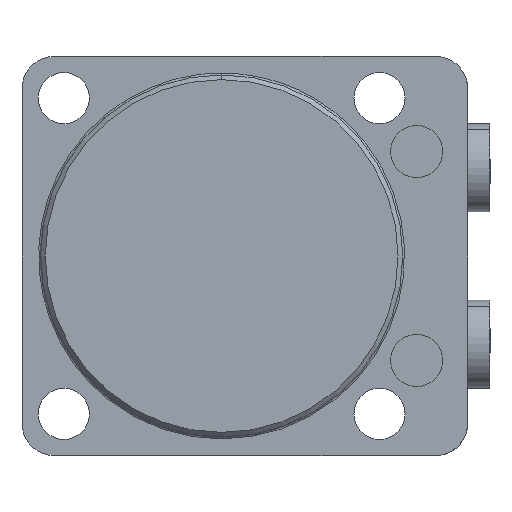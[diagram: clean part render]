
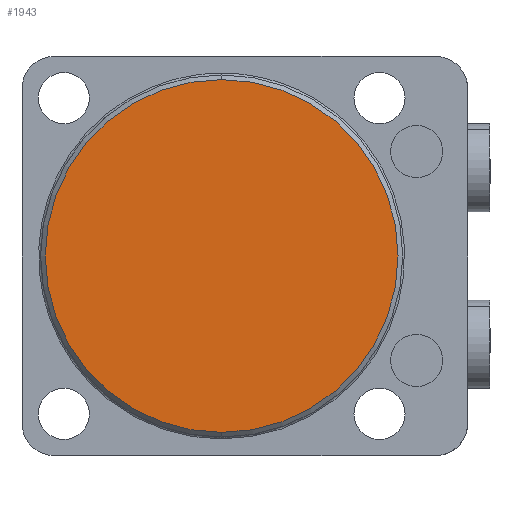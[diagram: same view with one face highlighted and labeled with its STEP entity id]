
A CAD part, front view. The second image highlights one B-rep face of the part: STEP entity #1943.
In plain terms, the highlighted planar face has unit normal (0, -1, 0).
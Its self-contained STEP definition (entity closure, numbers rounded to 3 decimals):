
#51 = EDGE_CURVE ( 'NONE', #3577, #3187, #1061, .T. ) ;
#669 = AXIS2_PLACEMENT_3D ( 'NONE', #1817, #1818, #1819 ) ;
#834 = FACE_OUTER_BOUND ( 'NONE', #2881, .T. ) ;
#1061 = CIRCLE ( 'NONE', #669, 38. ) ;
#1241 = DIRECTION ( 'NONE',  ( 0., 0., 1. ) ) ;
#1242 = DIRECTION ( 'NONE',  ( 0., 1., 0. ) ) ;
#1244 = CARTESIAN_POINT ( 'NONE',  ( 0., -79., 0. ) ) ;
#1559 = DIRECTION ( 'NONE',  ( 0., 0., -1. ) ) ;
#1561 = DIRECTION ( 'NONE',  ( 0., -1., 0. ) ) ;
#1566 = PLANE ( 'NONE',  #2643 ) ;
#1568 = CARTESIAN_POINT ( 'NONE',  ( 0., -79., 0. ) ) ;
#1817 = CARTESIAN_POINT ( 'NONE',  ( 0., -79., 0. ) ) ;
#1818 = DIRECTION ( 'NONE',  ( 0., 1., 0. ) ) ;
#1819 = DIRECTION ( 'NONE',  ( 0., 0., 1. ) ) ;
#1943 = ADVANCED_FACE ( 'NONE', ( #834 ), #1566, .T. ) ;
#2261 = CIRCLE ( 'NONE', #2731, 38. ) ;
#2643 = AXIS2_PLACEMENT_3D ( 'NONE', #1568, #1561, #1559 ) ;
#2731 = AXIS2_PLACEMENT_3D ( 'NONE', #1244, #1242, #1241 ) ;
#2881 = EDGE_LOOP ( 'NONE', ( #3495, #3494 ) ) ;
#3187 = VERTEX_POINT ( 'NONE', #4122 ) ;
#3494 = ORIENTED_EDGE ( 'NONE', *, *, #51, .F. ) ;
#3495 = ORIENTED_EDGE ( 'NONE', *, *, #4182, .F. ) ;
#3577 = VERTEX_POINT ( 'NONE', #4058 ) ;
#4058 = CARTESIAN_POINT ( 'NONE',  ( 0., -79., -38. ) ) ;
#4122 = CARTESIAN_POINT ( 'NONE',  ( 0., -79., 38. ) ) ;
#4182 = EDGE_CURVE ( 'NONE', #3187, #3577, #2261, .T. ) ;
